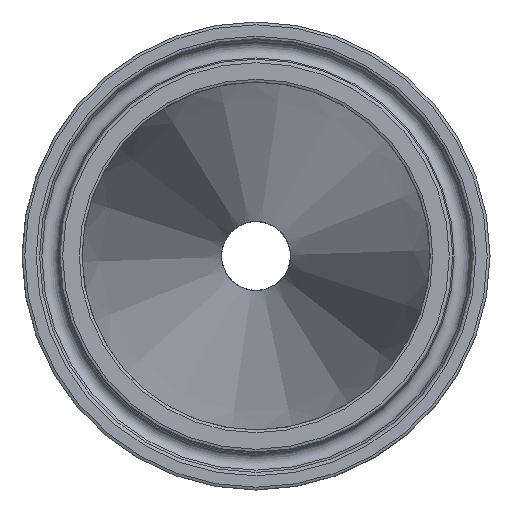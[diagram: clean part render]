
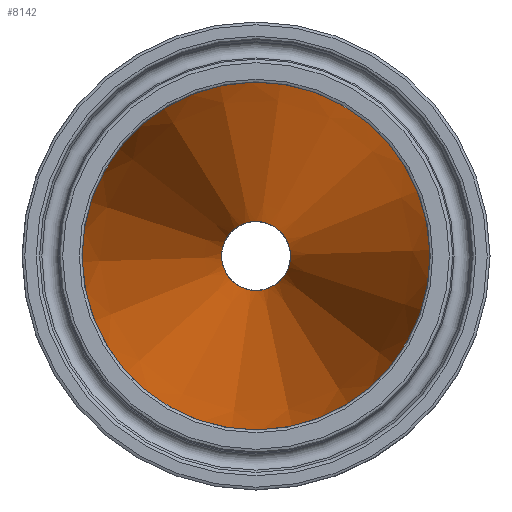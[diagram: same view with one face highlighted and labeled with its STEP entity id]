
A CAD part, left-side view. The second image highlights one B-rep face of the part: STEP entity #8142.
In plain terms, the highlighted conical face has half-angle 7.125 degrees and reference radius 17.399 mm.
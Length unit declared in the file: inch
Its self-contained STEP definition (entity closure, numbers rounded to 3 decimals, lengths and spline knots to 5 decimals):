
#130=FACE_BOUND('',#1481,.T.);
#979=FACE_OUTER_BOUND('',#1480,.T.);
#1480=EDGE_LOOP('',(#7539));
#1481=EDGE_LOOP('',(#7540));
#2805=CIRCLE('',#8602,0.185);
#2807=CIRCLE('',#8606,0.935);
#4010=VERTEX_POINT('',#17750);
#4012=VERTEX_POINT('',#17756);
#5199=EDGE_CURVE('',#4010,#4010,#2805,.T.);
#5201=EDGE_CURVE('',#4012,#4012,#2807,.T.);
#7539=ORIENTED_EDGE('',*,*,#5199,.F.);
#7540=ORIENTED_EDGE('',*,*,#5201,.F.);
#7649=CONICAL_SURFACE('',#8605,0.685,7.125);
#8142=ADVANCED_FACE('',(#979,#130),#7649,.F.);
#8602=AXIS2_PLACEMENT_3D('',#17751,#10068,#10069);
#8605=AXIS2_PLACEMENT_3D('',#17755,#10074,#10075);
#8606=AXIS2_PLACEMENT_3D('',#17757,#10076,#10077);
#10068=DIRECTION('center_axis',(-1.,0.,0.));
#10069=DIRECTION('ref_axis',(0.,0.,
-1.));
#10074=DIRECTION('center_axis',(-1.,0.,0.));
#10075=DIRECTION('ref_axis',(0.,0.471,-0.882));
#10076=DIRECTION('center_axis',(1.,0.,0.));
#10077=DIRECTION('ref_axis',(0.,0.471,-0.882));
#17750=CARTESIAN_POINT('',(6.5,0.,0.185));
#17751=CARTESIAN_POINT('Origin',(6.5,0.,0.));
#17755=CARTESIAN_POINT('Origin',(2.5,0.,0.));
#17756=CARTESIAN_POINT('',(0.5,0.44016,-0.82491));
#17757=CARTESIAN_POINT('Origin',(0.5,0.,0.));
